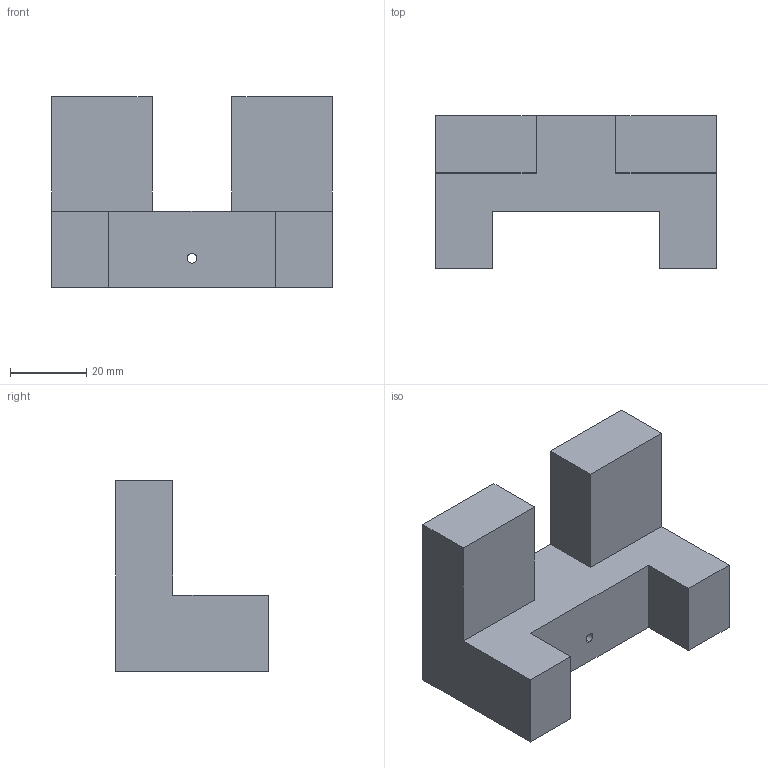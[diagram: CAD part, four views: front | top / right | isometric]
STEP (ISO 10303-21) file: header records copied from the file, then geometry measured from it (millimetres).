
FILE_DESCRIPTION (( 'STEP AP214' ), '1' );
FILE_NAME ('Ankle_Calibration_Qty2.STEP', '2026-01-04T09:23:29', ( '' ), ( '' ), 'SwSTEP 2.0', 'SolidWorks 2021', '' );
FILE_SCHEMA (( 'AUTOMOTIVE_DESIGN' ));
Length unit declared in the file: millimetre
Products named in the file (1): ױ궨
Bounding box: 73.85 x 40 x 50 mm (x, y, z)
Volume: 63683 mm3; surface area: 16347 mm2
Topology: 1 solids, 1 shells, 23 faces, 60 edges, 40 vertices
Faces by surface type: plane 21, cylinder 2
Entity records: 736 total; most frequent: CARTESIAN_POINT 124, ORIENTED_EDGE 120, DIRECTION 112, EDGE_CURVE 60, LINE 56, VECTOR 56, VERTEX_POINT 40, AXIS2_PLACEMENT_3D 28
